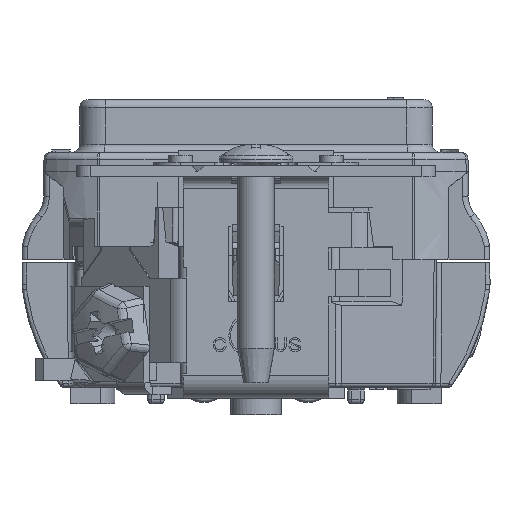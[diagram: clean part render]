
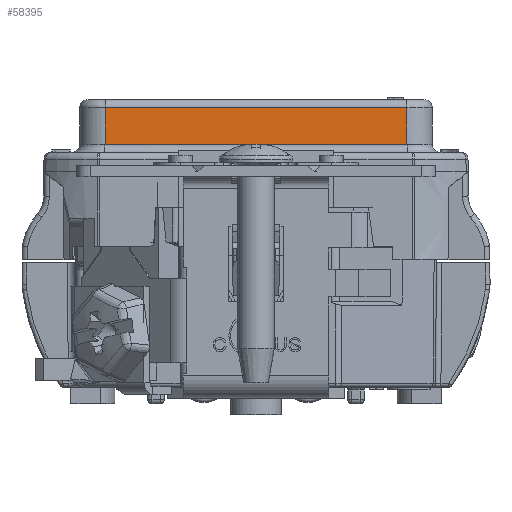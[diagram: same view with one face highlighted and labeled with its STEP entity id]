
A CAD part, front view. The second image highlights one B-rep face of the part: STEP entity #58395.
In plain terms, the highlighted planar face has unit normal (0, -1, 0.009).
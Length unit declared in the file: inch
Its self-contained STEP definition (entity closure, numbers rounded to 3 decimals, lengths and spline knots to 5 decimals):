
#11989 = VERTEX_POINT ( 'NONE', #177531 ) ;
#14742 = DIRECTION ( 'NONE',  ( -0.009, -0.009, -1. ) ) ;
#16917 = VECTOR ( 'NONE', #116982, 39.37008 ) ;
#26413 = FACE_OUTER_BOUND ( 'NONE', #109061, .T. ) ;
#45267 = DIRECTION ( 'NONE',  ( 1., 0., 0. ) ) ;
#48812 = CARTESIAN_POINT ( 'NONE',  ( -0.70532, -1.55973, 1.07437 ) ) ;
#56473 = ORIENTED_EDGE ( 'NONE', *, *, #185087, .T. ) ;
#58395 = ADVANCED_FACE ( 'NONE', ( #26413 ), #112292, .T. ) ;
#71777 = AXIS2_PLACEMENT_3D ( 'NONE', #140332, #119174, #182752 ) ;
#74626 = CARTESIAN_POINT ( 'NONE',  ( -0.6109, -1.55973, 1.07437 ) ) ;
#84428 = EDGE_CURVE ( 'NONE', #124763, #190165, #179948, .T. ) ;
#86089 = VERTEX_POINT ( 'NONE', #171552 ) ;
#101931 = CARTESIAN_POINT ( 'NONE',  ( -0.61233, -1.56116, 0.91029 ) ) ;
#107317 = CARTESIAN_POINT ( 'NONE',  ( 0.49168, -1.56089, 0.94084 ) ) ;
#109061 = EDGE_LOOP ( 'NONE', ( #181729, #119623, #56473, #268707 ) ) ;
#112292 = PLANE ( 'NONE',  #71777 ) ;
#116982 = DIRECTION ( 'NONE',  ( -0.009, 0.009, 1. ) ) ;
#119174 = DIRECTION ( 'NONE',  ( 0., -1., 0.009 ) ) ;
#119623 = ORIENTED_EDGE ( 'NONE', *, *, #184930, .T. ) ;
#124763 = VERTEX_POINT ( 'NONE', #156412 ) ;
#132628 = LINE ( 'NONE', #107317, #277796 ) ;
#140332 = CARTESIAN_POINT ( 'NONE',  ( -0.70532, -1.56115, 0.91111 ) ) ;
#156409 = EDGE_CURVE ( 'NONE', #190165, #11989, #182450, .T. ) ;
#156412 = CARTESIAN_POINT ( 'NONE',  ( 0.49026, -1.55973, 1.07437 ) ) ;
#158703 = DIRECTION ( 'NONE',  ( -1., 0., 0. ) ) ;
#171552 = CARTESIAN_POINT ( 'NONE',  ( 0.49142, -1.56089, 0.94084 ) ) ;
#177531 = CARTESIAN_POINT ( 'NONE',  ( -0.61207, -1.56089, 0.94084 ) ) ;
#179948 = LINE ( 'NONE', #48812, #218900 ) ;
#181729 = ORIENTED_EDGE ( 'NONE', *, *, #156409, .T. ) ;
#182450 = LINE ( 'NONE', #101931, #271749 ) ;
#182752 = DIRECTION ( 'NONE',  ( 0., -0.009, -1. ) ) ;
#184930 = EDGE_CURVE ( 'NONE', #11989, #86089, #132628, .T. ) ;
#185087 = EDGE_CURVE ( 'NONE', #86089, #124763, #269239, .T. ) ;
#190165 = VERTEX_POINT ( 'NONE', #74626 ) ;
#218900 = VECTOR ( 'NONE', #158703, 39.37008 ) ;
#221578 = CARTESIAN_POINT ( 'NONE',  ( 0.49159, -1.56106, 0.92155 ) ) ;
#268707 = ORIENTED_EDGE ( 'NONE', *, *, #84428, .T. ) ;
#269239 = LINE ( 'NONE', #221578, #16917 ) ;
#271749 = VECTOR ( 'NONE', #14742, 39.37008 ) ;
#277796 = VECTOR ( 'NONE', #45267, 39.37008 ) ;
